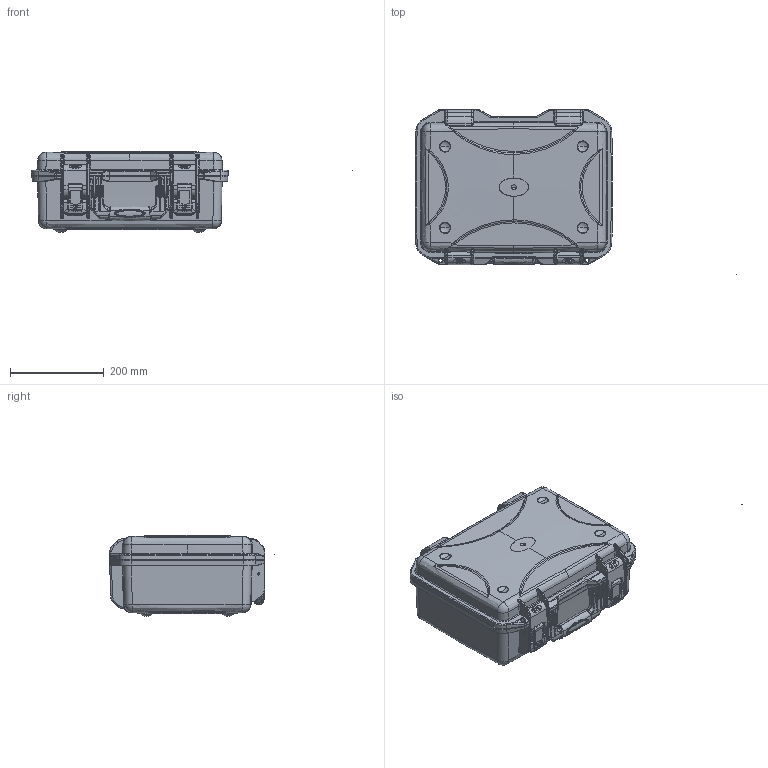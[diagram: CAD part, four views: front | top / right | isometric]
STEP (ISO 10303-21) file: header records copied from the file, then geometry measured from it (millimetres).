
FILE_DESCRIPTION (( 'STEP AP214' ), '1' );
FILE_NAME ('SIN-04233-17BK-5001.STEP', '2023-06-20T07:33:17', ( '' ), ( '' ), 'SwSTEP 2.0', 'SolidWorks 2022', '' );
FILE_SCHEMA (( 'AUTOMOTIVE_DESIGN' ));
Length unit declared in the file: millimetre
Products named in the file (14): MANIFOLD_SOLID_BREP_248304_1.stp; LASUO4KOUXIALA; MANIFOLD_SOLID_BREP_263756_1.stp; 5001SB.stp; LASUO4GOU; 50011_ASM_1_ASM.stp; LASUO4_ASM; SIN-04233-17BK-5001; 5001DD.stp; LASUO4TH; NONE_NONE_ASM_1_ASM.stp; CP_1LASUO-ZUO_X_1; CP_1LASUO-GAI_X_1; LASUO-X_ASM_1_ASM
Assembly tree (14 placements, depth 4):
  SIN-04233-17BK-5001
    50011_ASM_1_ASM.stp
      NONE_NONE_ASM_1_ASM.stp
        MANIFOLD_SOLID_BREP_248304_1.stp
        MANIFOLD_SOLID_BREP_263756_1.stp
    5001DD.stp
    5001SB.stp
    LASUO4_ASM  x2
      LASUO-X_ASM_1_ASM
        CP_1LASUO-GAI_X_1
        CP_1LASUO-ZUO_X_1
      LASUO4TH
      LASUO4GOU
      LASUO4KOUXIALA
Bounding box: 686.11 x 351.77 x 172.96 mm (x, y, z)
Volume: 858738 mm3; surface area: 1119326.4 mm2
Topology: 5 solids, 43 shells, 4629 faces, 11682 edges, 6976 vertices
Faces by surface type: bspline 1691, cylinder 1533, plane 819, torus 286, cone 174, sphere 126
Entity records: 266399 total; most frequent: CARTESIAN_POINT 197641, ORIENTED_EDGE 18029, EDGE_CURVE 9056, DIRECTION 7790, B_SPLINE_CURVE_WITH_KNOTS 6467, VERTEX_POINT 5464, EDGE_LOOP 3776, ADVANCED_FACE 3666
